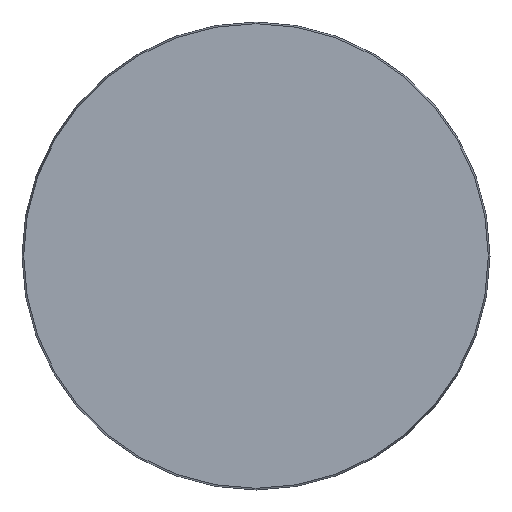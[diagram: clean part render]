
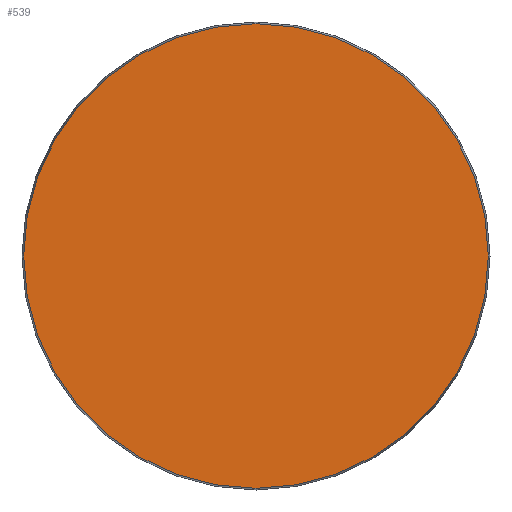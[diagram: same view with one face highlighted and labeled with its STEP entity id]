
A CAD part, front view. The second image highlights one B-rep face of the part: STEP entity #539.
In plain terms, the highlighted planar face has unit normal (0, -1, 0).
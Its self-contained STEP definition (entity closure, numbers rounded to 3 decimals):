
#33 = VERTEX_POINT ( 'NONE', #309 ) ;
#90 = CIRCLE ( 'NONE', #256, 78.425 ) ;
#114 = PLANE ( 'NONE',  #131 ) ;
#131 = AXIS2_PLACEMENT_3D ( 'NONE', #162, #154, #334 ) ;
#154 = DIRECTION ( 'NONE',  ( 0., 1., 0. ) ) ;
#162 = CARTESIAN_POINT ( 'NONE',  ( -78.425, 0., 0. ) ) ;
#231 = EDGE_LOOP ( 'NONE', ( #234 ) ) ;
#234 = ORIENTED_EDGE ( 'NONE', *, *, #542, .T. ) ;
#246 = DIRECTION ( 'NONE',  ( 0., 0., -1. ) ) ;
#256 = AXIS2_PLACEMENT_3D ( 'NONE', #289, #328, #246 ) ;
#289 = CARTESIAN_POINT ( 'NONE',  ( 0., 0., 0. ) ) ;
#309 = CARTESIAN_POINT ( 'NONE',  ( 0., 0., -78.425 ) ) ;
#328 = DIRECTION ( 'NONE',  ( 0., -1., 0. ) ) ;
#334 = DIRECTION ( 'NONE',  ( 0., 0., 1. ) ) ;
#536 = FACE_OUTER_BOUND ( 'NONE', #231, .T. ) ;
#539 = ADVANCED_FACE ( 'NONE', ( #536 ), #114, .F. ) ;
#542 = EDGE_CURVE ( 'NONE', #33, #33, #90, .T. ) ;
